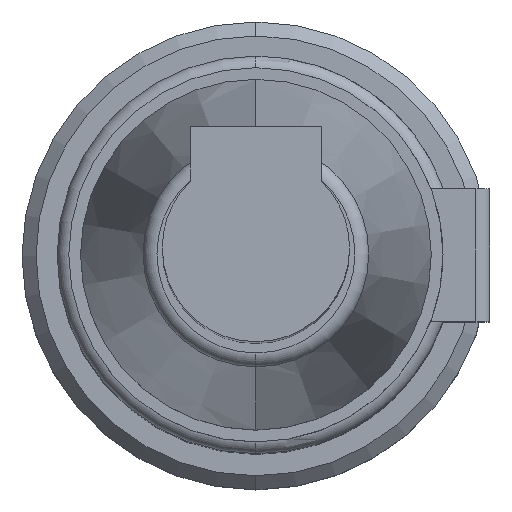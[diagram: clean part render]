
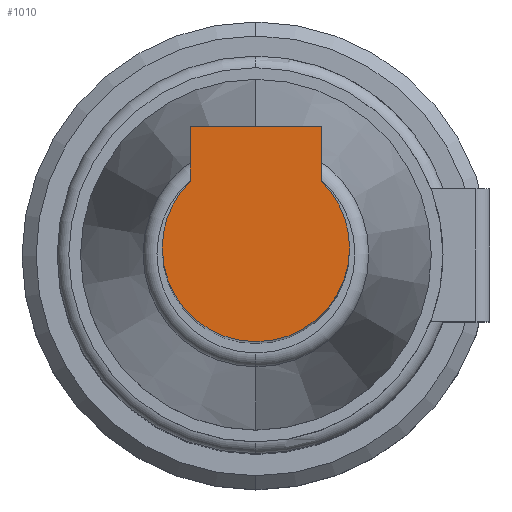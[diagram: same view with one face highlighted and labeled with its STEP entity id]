
A CAD part, top view. The second image highlights one B-rep face of the part: STEP entity #1010.
In plain terms, the highlighted planar face has unit normal (0, 0, 1).
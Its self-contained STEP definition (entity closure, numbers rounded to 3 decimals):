
#10 = CARTESIAN_POINT ( 'NONE',  ( 1.4, 1.428, 0. ) ) ;
#45 = ORIENTED_EDGE ( 'NONE', *, *, #676, .F. ) ;
#123 = DIRECTION ( 'NONE',  ( 0., 0., 1. ) ) ;
#130 = VECTOR ( 'NONE', #218, 1000. ) ;
#192 = CIRCLE ( 'NONE', #2068, 2. ) ;
#218 = DIRECTION ( 'NONE',  ( 0., -1., 0. ) ) ;
#221 = FACE_OUTER_BOUND ( 'NONE', #1180, .T. ) ;
#225 = ORIENTED_EDGE ( 'NONE', *, *, #1858, .T. ) ;
#241 = VERTEX_POINT ( 'NONE', #10 ) ;
#316 = VECTOR ( 'NONE', #1573, 1000. ) ;
#318 = LINE ( 'NONE', #1504, #130 ) ;
#473 = CARTESIAN_POINT ( 'NONE',  ( 0., 0., 0. ) ) ;
#482 = VERTEX_POINT ( 'NONE', #1955 ) ;
#484 = VERTEX_POINT ( 'NONE', #1541 ) ;
#538 = CIRCLE ( 'NONE', #934, 2. ) ;
#587 = CARTESIAN_POINT ( 'NONE',  ( -1.4, 1.428, 0. ) ) ;
#623 = PLANE ( 'NONE',  #1125 ) ;
#636 = CARTESIAN_POINT ( 'NONE',  ( -1.4, 2.6, 0. ) ) ;
#676 = EDGE_CURVE ( 'NONE', #482, #484, #1671, .T. ) ;
#681 = DIRECTION ( 'NONE',  ( 0., 0., 1. ) ) ;
#711 = CARTESIAN_POINT ( 'NONE',  ( -2., 0., 0. ) ) ;
#914 = EDGE_CURVE ( 'NONE', #1390, #241, #1840, .T. ) ;
#916 = CARTESIAN_POINT ( 'NONE',  ( 2., 0., 0. ) ) ;
#934 = AXIS2_PLACEMENT_3D ( 'NONE', #1816, #1262, #2361 ) ;
#987 = LINE ( 'NONE', #2015, #1902 ) ;
#1010 = ADVANCED_FACE ( 'NONE', ( #221 ), #623, .T. ) ;
#1091 = DIRECTION ( 'NONE',  ( 1., 0., 0. ) ) ;
#1125 = AXIS2_PLACEMENT_3D ( 'NONE', #473, #123, #1252 ) ;
#1180 = EDGE_LOOP ( 'NONE', ( #225, #2044, #1990, #1810, #45, #1622 ) ) ;
#1252 = DIRECTION ( 'NONE',  ( 1., 0., 0. ) ) ;
#1262 = DIRECTION ( 'NONE',  ( 0., 0., 1. ) ) ;
#1351 = CARTESIAN_POINT ( 'NONE',  ( 0., 0., 0. ) ) ;
#1390 = VERTEX_POINT ( 'NONE', #916 ) ;
#1401 = EDGE_CURVE ( 'NONE', #482, #2280, #987, .T. ) ;
#1504 = CARTESIAN_POINT ( 'NONE',  ( 1.4, 2., 0. ) ) ;
#1541 = CARTESIAN_POINT ( 'NONE',  ( 1.4, 2.6, 0. ) ) ;
#1562 = DIRECTION ( 'NONE',  ( 0., -1., 0. ) ) ;
#1573 = DIRECTION ( 'NONE',  ( 1., 0., 0. ) ) ;
#1622 = ORIENTED_EDGE ( 'NONE', *, *, #1401, .T. ) ;
#1671 = LINE ( 'NONE', #636, #316 ) ;
#1810 = ORIENTED_EDGE ( 'NONE', *, *, #1936, .F. ) ;
#1816 = CARTESIAN_POINT ( 'NONE',  ( 0., 0., 0. ) ) ;
#1840 = CIRCLE ( 'NONE', #2406, 2. ) ;
#1845 = CARTESIAN_POINT ( 'NONE',  ( 0., 0., 0. ) ) ;
#1858 = EDGE_CURVE ( 'NONE', #2280, #2238, #538, .T. ) ;
#1902 = VECTOR ( 'NONE', #1562, 1000. ) ;
#1936 = EDGE_CURVE ( 'NONE', #484, #241, #318, .T. ) ;
#1955 = CARTESIAN_POINT ( 'NONE',  ( -1.4, 2.6, 0. ) ) ;
#1990 = ORIENTED_EDGE ( 'NONE', *, *, #914, .T. ) ;
#2015 = CARTESIAN_POINT ( 'NONE',  ( -1.4, 2., 0. ) ) ;
#2044 = ORIENTED_EDGE ( 'NONE', *, *, #2302, .T. ) ;
#2068 = AXIS2_PLACEMENT_3D ( 'NONE', #1845, #2323, #2122 ) ;
#2122 = DIRECTION ( 'NONE',  ( 1., 0., 0. ) ) ;
#2238 = VERTEX_POINT ( 'NONE', #711 ) ;
#2280 = VERTEX_POINT ( 'NONE', #587 ) ;
#2302 = EDGE_CURVE ( 'NONE', #2238, #1390, #192, .T. ) ;
#2323 = DIRECTION ( 'NONE',  ( 0., 0., 1. ) ) ;
#2361 = DIRECTION ( 'NONE',  ( 1., 0., 0. ) ) ;
#2406 = AXIS2_PLACEMENT_3D ( 'NONE', #1351, #681, #1091 ) ;
